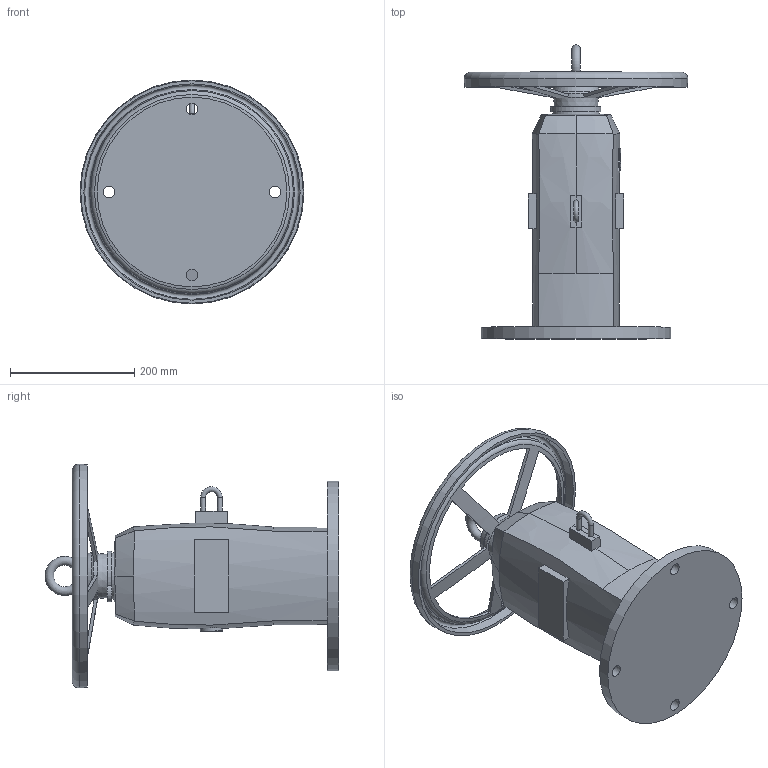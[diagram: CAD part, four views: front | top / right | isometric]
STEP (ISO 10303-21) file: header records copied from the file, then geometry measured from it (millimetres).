
FILE_DESCRIPTION (( 'STEP AP203' ), '1' );
FILE_NAME ('O_34_80_DN100_00_AA1_step.step', '2016-09-23T09:13:45', ( 'Windows User' ), ( 'AVK' ), 'SwSTEP 2.0', 'SolidWorks 2012', '' );
FILE_SCHEMA (( 'CONFIG_CONTROL_DESIGN' ));
Length unit declared in the file: millimetre
Products named in the file (1): O_34_80_DN100_00_AA1_step
Bounding box: 360 x 472.56 x 360 mm (x, y, z)
Volume: 9220275.6 mm3; surface area: 535353.9 mm2
Topology: 1 solids, 1 shells, 172 faces, 493 edges, 326 vertices
Faces by surface type: plane 72, cylinder 69, bspline 12, cone 11, torus 8
Full cylindrical faces by diameter (mm): 8 x2, 19 x4, 35 x1, 37 x1, 305 x1
Entity records: 6833 total; most frequent: CARTESIAN_POINT 2777, ORIENTED_EDGE 904, DIRECTION 687, EDGE_CURVE 452, VERTEX_POINT 314, AXIS2_PLACEMENT_3D 271, EDGE_LOOP 224, FACE_OUTER_BOUND 187
